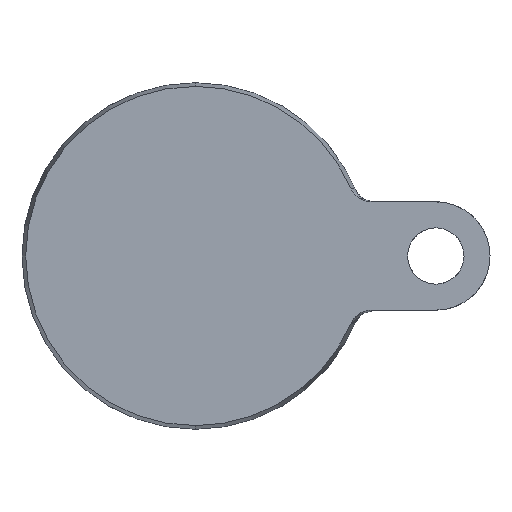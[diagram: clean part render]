
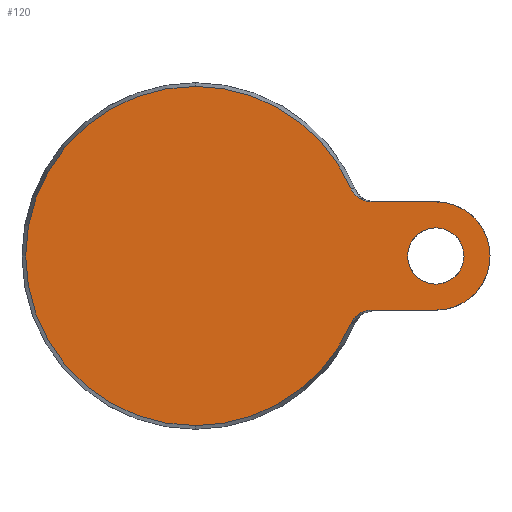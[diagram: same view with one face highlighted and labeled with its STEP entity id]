
A CAD part, front view. The second image highlights one B-rep face of the part: STEP entity #120.
In plain terms, the highlighted planar face has unit normal (0, -1, 0).
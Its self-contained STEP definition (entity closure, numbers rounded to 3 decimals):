
#5 = ORIENTED_EDGE ( 'NONE', *, *, #275, .T. ) ;
#6 = CARTESIAN_POINT ( 'NONE',  ( 55.5, 0., 12.5 ) ) ;
#24 = CARTESIAN_POINT ( 'NONE',  ( 39.603, 0., 12.57 ) ) ;
#46 = AXIS2_PLACEMENT_3D ( 'NONE', #534, #551, #1205 ) ;
#59 = CARTESIAN_POINT ( 'NONE',  ( 55.5, 0., -12.5 ) ) ;
#79 = CARTESIAN_POINT ( 'NONE',  ( 39.592, 0., -12.572 ) ) ;
#83 = ORIENTED_EDGE ( 'NONE', *, *, #1349, .F. ) ;
#86 = CARTESIAN_POINT ( 'NONE',  ( 55.5, 0., 0. ) ) ;
#94 = CARTESIAN_POINT ( 'NONE',  ( 40.579, 0., -12.5 ) ) ;
#95 = VERTEX_POINT ( 'NONE', #976 ) ;
#120 = ADVANCED_FACE ( 'NONE', ( #396, #291 ), #506, .F. ) ;
#146 = ORIENTED_EDGE ( 'NONE', *, *, #1020, .F. ) ;
#186 = CARTESIAN_POINT ( 'NONE',  ( 38., 0., -13.192 ) ) ;
#197 = DIRECTION ( 'NONE',  ( 0., 0., -1. ) ) ;
#206 = CARTESIAN_POINT ( 'NONE',  ( 40.579, 0., 12.5 ) ) ;
#218 = CARTESIAN_POINT ( 'NONE',  ( 15., 0., -12.5 ) ) ;
#254 = CARTESIAN_POINT ( 'NONE',  ( 38.897, 0., 12.778 ) ) ;
#259 = VERTEX_POINT ( 'NONE', #353 ) ;
#267 = AXIS2_PLACEMENT_3D ( 'NONE', #692, #1342, #507 ) ;
#275 = EDGE_CURVE ( 'NONE', #95, #714, #1367, .T. ) ;
#290 = CARTESIAN_POINT ( 'NONE',  ( 38.218, 0., -13.072 ) ) ;
#291 = FACE_BOUND ( 'NONE', #296, .T. ) ;
#296 = EDGE_LOOP ( 'NONE', ( #5, #1347 ) ) ;
#299 = CARTESIAN_POINT ( 'NONE',  ( 0., 0., 0. ) ) ;
#353 = CARTESIAN_POINT ( 'NONE',  ( 0., 0., -39.143 ) ) ;
#360 = CARTESIAN_POINT ( 'NONE',  ( 35.928, 0., -15.535 ) ) ;
#361 = AXIS2_PLACEMENT_3D ( 'NONE', #86, #609, #408 ) ;
#366 = CARTESIAN_POINT ( 'NONE',  ( 37.598, 0., 13.453 ) ) ;
#370 = VECTOR ( 'NONE', #654, 1000. ) ;
#381 = CIRCLE ( 'NONE', #522, 39.143 ) ;
#388 = CARTESIAN_POINT ( 'NONE',  ( 36.381, 0., -14.668 ) ) ;
#392 = VERTEX_POINT ( 'NONE', #1226 ) ;
#396 = FACE_OUTER_BOUND ( 'NONE', #949, .T. ) ;
#402 = CARTESIAN_POINT ( 'NONE',  ( 40.085, 0., -12.5 ) ) ;
#408 = DIRECTION ( 'NONE',  ( 0., 0., 1. ) ) ;
#409 = B_SPLINE_CURVE_WITH_KNOTS ( 'NONE', 3,
 ( #691, #453, #24, #254, #1328, #586, #568, #366, #799, #1123, #704, #1306, #484, #1219 ),
 .UNSPECIFIED., .F., .F.,
 ( 4, 2, 2, 2, 2, 2, 4 ),
 ( 0., 0.001, 0.002, 0.003, 0.004, 0.004, 0.006 ),
 .UNSPECIFIED. ) ;
#416 = EDGE_CURVE ( 'NONE', #392, #259, #381, .T. ) ;
#453 = CARTESIAN_POINT ( 'NONE',  ( 40.085, 0., 12.5 ) ) ;
#456 = VERTEX_POINT ( 'NONE', #941 ) ;
#481 = CARTESIAN_POINT ( 'NONE',  ( 15., 0., 12.5 ) ) ;
#484 = CARTESIAN_POINT ( 'NONE',  ( 36.124, 0., 15.081 ) ) ;
#496 = CARTESIAN_POINT ( 'NONE',  ( 37.031, 0., -13.929 ) ) ;
#504 = CARTESIAN_POINT ( 'NONE',  ( 38.663, 0., -12.866 ) ) ;
#506 = PLANE ( 'NONE',  #46 ) ;
#507 = DIRECTION ( 'NONE',  ( 0., 0., 1. ) ) ;
#522 = AXIS2_PLACEMENT_3D ( 'NONE', #559, #845, #1072 ) ;
#534 = CARTESIAN_POINT ( 'NONE',  ( -39.143, 0., 0. ) ) ;
#551 = DIRECTION ( 'NONE',  ( 0., 1., 0. ) ) ;
#559 = CARTESIAN_POINT ( 'NONE',  ( 0., 0., 0. ) ) ;
#565 = LINE ( 'NONE', #481, #830 ) ;
#568 = CARTESIAN_POINT ( 'NONE',  ( 38.008, 0., 13.187 ) ) ;
#571 = EDGE_CURVE ( 'NONE', #1353, #456, #409, .T. ) ;
#586 = CARTESIAN_POINT ( 'NONE',  ( 38.221, 0., 13.07 ) ) ;
#609 = DIRECTION ( 'NONE',  ( 0., 1., 0. ) ) ;
#616 = EDGE_CURVE ( 'NONE', #649, #1288, #1379, .T. ) ;
#649 = VERTEX_POINT ( 'NONE', #1043 ) ;
#654 = DIRECTION ( 'NONE',  ( -1., 0., 0. ) ) ;
#674 = EDGE_CURVE ( 'NONE', #259, #649, #1261, .T. ) ;
#691 = CARTESIAN_POINT ( 'NONE',  ( 40.579, 0., 12.5 ) ) ;
#692 = CARTESIAN_POINT ( 'NONE',  ( 55.5, 0., 0. ) ) ;
#693 = CIRCLE ( 'NONE', #758, 39.143 ) ;
#704 = CARTESIAN_POINT ( 'NONE',  ( 36.861, 0., 14.101 ) ) ;
#710 = EDGE_CURVE ( 'NONE', #714, #95, #990, .T. ) ;
#714 = VERTEX_POINT ( 'NONE', #1038 ) ;
#724 = CARTESIAN_POINT ( 'NONE',  ( 38.891, 0., -12.781 ) ) ;
#737 = ORIENTED_EDGE ( 'NONE', *, *, #616, .T. ) ;
#758 = AXIS2_PLACEMENT_3D ( 'NONE', #1157, #839, #197 ) ;
#774 = DIRECTION ( 'NONE',  ( 0., 0., -1. ) ) ;
#779 = AXIS2_PLACEMENT_3D ( 'NONE', #1305, #783, #774 ) ;
#783 = DIRECTION ( 'NONE',  ( 0., 1., 0. ) ) ;
#799 = CARTESIAN_POINT ( 'NONE',  ( 37.4, 0., 13.603 ) ) ;
#830 = VECTOR ( 'NONE', #1093, 1000. ) ;
#839 = DIRECTION ( 'NONE',  ( 0., -1., 0. ) ) ;
#844 = CARTESIAN_POINT ( 'NONE',  ( 36.857, 0., -14.106 ) ) ;
#845 = DIRECTION ( 'NONE',  ( 0., -1., 0. ) ) ;
#849 = VERTEX_POINT ( 'NONE', #6 ) ;
#867 = ORIENTED_EDGE ( 'NONE', *, *, #571, .T. ) ;
#891 = CIRCLE ( 'NONE', #779, 12.5 ) ;
#906 = CARTESIAN_POINT ( 'NONE',  ( 36.124, 0., -15.081 ) ) ;
#907 = EDGE_CURVE ( 'NONE', #1353, #849, #565, .T. ) ;
#941 = CARTESIAN_POINT ( 'NONE',  ( 35.928, 0., 15.535 ) ) ;
#945 = DIRECTION ( 'NONE',  ( 0., 0., -1. ) ) ;
#949 = EDGE_LOOP ( 'NONE', ( #1183, #867, #1122, #1322, #1190, #737, #83, #146 ) ) ;
#976 = CARTESIAN_POINT ( 'NONE',  ( 55.5, 0., -6.5 ) ) ;
#990 = CIRCLE ( 'NONE', #361, 6.5 ) ;
#1020 = EDGE_CURVE ( 'NONE', #849, #1077, #891, .T. ) ;
#1023 = CARTESIAN_POINT ( 'NONE',  ( 37.397, 0., -13.606 ) ) ;
#1036 = AXIS2_PLACEMENT_3D ( 'NONE', #299, #1253, #945 ) ;
#1038 = CARTESIAN_POINT ( 'NONE',  ( 55.5, 0., 6.5 ) ) ;
#1043 = CARTESIAN_POINT ( 'NONE',  ( 35.928, 0., -15.535 ) ) ;
#1072 = DIRECTION ( 'NONE',  ( 0., 0., -1. ) ) ;
#1077 = VERTEX_POINT ( 'NONE', #59 ) ;
#1093 = DIRECTION ( 'NONE',  ( 1., 0., 0. ) ) ;
#1122 = ORIENTED_EDGE ( 'NONE', *, *, #1289, .T. ) ;
#1123 = CARTESIAN_POINT ( 'NONE',  ( 37.032, 0., 13.927 ) ) ;
#1135 = CARTESIAN_POINT ( 'NONE',  ( 37.591, 0., -13.458 ) ) ;
#1157 = CARTESIAN_POINT ( 'NONE',  ( 0., 0., 0. ) ) ;
#1182 = LINE ( 'NONE', #218, #370 ) ;
#1183 = ORIENTED_EDGE ( 'NONE', *, *, #907, .F. ) ;
#1190 = ORIENTED_EDGE ( 'NONE', *, *, #674, .T. ) ;
#1205 = DIRECTION ( 'NONE',  ( 0., 0., 1. ) ) ;
#1219 = CARTESIAN_POINT ( 'NONE',  ( 35.928, 0., 15.535 ) ) ;
#1226 = CARTESIAN_POINT ( 'NONE',  ( 0., 0., 39.143 ) ) ;
#1244 = CARTESIAN_POINT ( 'NONE',  ( 40.579, 0., -12.5 ) ) ;
#1253 = DIRECTION ( 'NONE',  ( 0., -1., 0. ) ) ;
#1261 = CIRCLE ( 'NONE', #1036, 39.143 ) ;
#1288 = VERTEX_POINT ( 'NONE', #94 ) ;
#1289 = EDGE_CURVE ( 'NONE', #456, #392, #693, .T. ) ;
#1305 = CARTESIAN_POINT ( 'NONE',  ( 55.5, 0., 0. ) ) ;
#1306 = CARTESIAN_POINT ( 'NONE',  ( 36.388, 0., 14.659 ) ) ;
#1322 = ORIENTED_EDGE ( 'NONE', *, *, #416, .T. ) ;
#1328 = CARTESIAN_POINT ( 'NONE',  ( 38.665, 0., 12.866 ) ) ;
#1342 = DIRECTION ( 'NONE',  ( 0., 1., 0. ) ) ;
#1347 = ORIENTED_EDGE ( 'NONE', *, *, #710, .T. ) ;
#1349 = EDGE_CURVE ( 'NONE', #1077, #1288, #1182, .T. ) ;
#1353 = VERTEX_POINT ( 'NONE', #206 ) ;
#1367 = CIRCLE ( 'NONE', #267, 6.5 ) ;
#1379 = B_SPLINE_CURVE_WITH_KNOTS ( 'NONE', 3,
 ( #360, #906, #388, #844, #496, #1023, #1135, #186, #290, #504, #724, #79, #402, #1244 ),
 .UNSPECIFIED., .F., .F.,
 ( 4, 2, 2, 2, 2, 2, 4 ),
 ( 0., 0.001, 0.002, 0.003, 0.004, 0.004, 0.006 ),
 .UNSPECIFIED. ) ;
